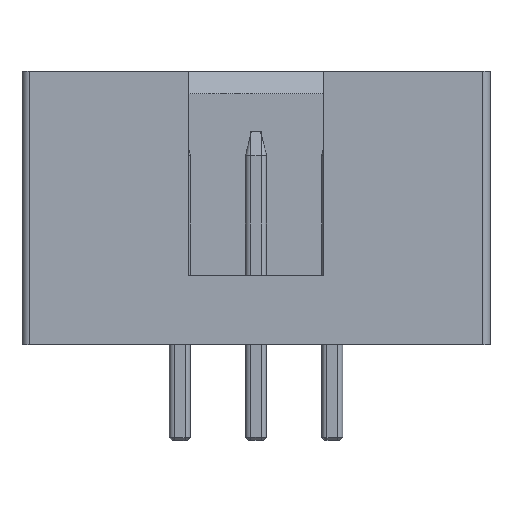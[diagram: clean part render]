
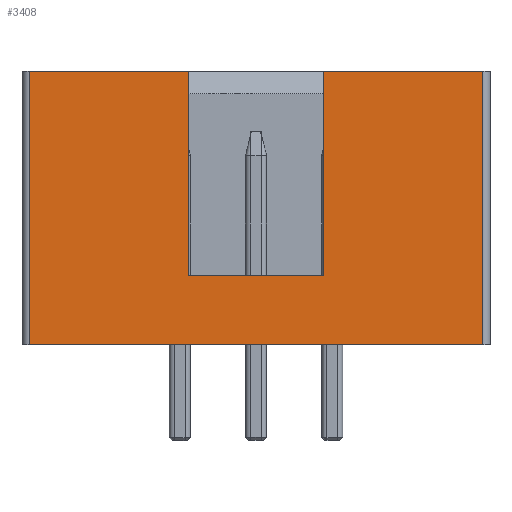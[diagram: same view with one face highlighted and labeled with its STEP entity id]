
A CAD part, front view. The second image highlights one B-rep face of the part: STEP entity #3408.
In plain terms, the highlighted planar face has unit normal (0, -1, 0).
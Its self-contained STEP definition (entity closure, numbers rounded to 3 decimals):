
#69 = PLANE('',#70);
#70 = AXIS2_PLACEMENT_3D('',#71,#72,#73);
#71 = CARTESIAN_POINT('',(0.,0.,0.));
#72 = DIRECTION('',(0.,0.,1.));
#73 = DIRECTION('',(1.,0.,-0.));
#286 = VERTEX_POINT('',#287);
#287 = CARTESIAN_POINT('',(-7.55,-4.35,0.));
#306 = CYLINDRICAL_SURFACE('',#307,0.25);
#307 = AXIS2_PLACEMENT_3D('',#308,#309,#310);
#308 = CARTESIAN_POINT('',(-7.55,-4.1,0.));
#309 = DIRECTION('',(0.,0.,1.));
#310 = DIRECTION('',(0.,-1.,0.));
#318 = EDGE_CURVE('',#286,#319,#321,.T.);
#319 = VERTEX_POINT('',#320);
#320 = CARTESIAN_POINT('',(7.55,-4.35,0.));
#321 = SURFACE_CURVE('',#322,(#326,#333),.PCURVE_S1.);
#322 = LINE('',#323,#324);
#323 = CARTESIAN_POINT('',(-7.8,-4.35,0.));
#324 = VECTOR('',#325,1.);
#325 = DIRECTION('',(1.,0.,0.));
#326 = PCURVE('',#69,#327);
#327 = DEFINITIONAL_REPRESENTATION('',(#328),#332);
#328 = LINE('',#329,#330);
#329 = CARTESIAN_POINT('',(-7.8,-4.35));
#330 = VECTOR('',#331,1.);
#331 = DIRECTION('',(1.,0.));
#332 = ( GEOMETRIC_REPRESENTATION_CONTEXT(2) 
PARAMETRIC_REPRESENTATION_CONTEXT() REPRESENTATION_CONTEXT('2D SPACE',''
  ) );
#333 = PCURVE('',#334,#339);
#334 = PLANE('',#335);
#335 = AXIS2_PLACEMENT_3D('',#336,#337,#338);
#336 = CARTESIAN_POINT('',(-7.8,-4.35,0.));
#337 = DIRECTION('',(0.,1.,0.));
#338 = DIRECTION('',(1.,0.,0.));
#339 = DEFINITIONAL_REPRESENTATION('',(#340),#344);
#340 = LINE('',#341,#342);
#341 = CARTESIAN_POINT('',(0.,0.));
#342 = VECTOR('',#343,1.);
#343 = DIRECTION('',(1.,0.));
#344 = ( GEOMETRIC_REPRESENTATION_CONTEXT(2) 
PARAMETRIC_REPRESENTATION_CONTEXT() REPRESENTATION_CONTEXT('2D SPACE',''
  ) );
#363 = CYLINDRICAL_SURFACE('',#364,0.25);
#364 = AXIS2_PLACEMENT_3D('',#365,#366,#367);
#365 = CARTESIAN_POINT('',(7.55,-4.1,0.));
#366 = DIRECTION('',(0.,0.,1.));
#367 = DIRECTION('',(0.,-1.,0.));
#2067 = PLANE('',#2068);
#2068 = AXIS2_PLACEMENT_3D('',#2069,#2070,#2071);
#2069 = CARTESIAN_POINT('',(0.,0.,9.1));
#2070 = DIRECTION('',(0.,0.,1.));
#2071 = DIRECTION('',(1.,0.,-0.));
#3361 = VERTEX_POINT('',#3362);
#3362 = CARTESIAN_POINT('',(-7.55,-4.35,9.1));
#3388 = EDGE_CURVE('',#286,#3361,#3389,.T.);
#3389 = SURFACE_CURVE('',#3390,(#3394,#3401),.PCURVE_S1.);
#3390 = LINE('',#3391,#3392);
#3391 = CARTESIAN_POINT('',(-7.55,-4.35,0.));
#3392 = VECTOR('',#3393,1.);
#3393 = DIRECTION('',(0.,0.,1.));
#3394 = PCURVE('',#306,#3395);
#3395 = DEFINITIONAL_REPRESENTATION('',(#3396),#3400);
#3396 = LINE('',#3397,#3398);
#3397 = CARTESIAN_POINT('',(-0.,0.));
#3398 = VECTOR('',#3399,1.);
#3399 = DIRECTION('',(-0.,1.));
#3400 = ( GEOMETRIC_REPRESENTATION_CONTEXT(2) 
PARAMETRIC_REPRESENTATION_CONTEXT() REPRESENTATION_CONTEXT('2D SPACE',''
  ) );
#3401 = PCURVE('',#334,#3402);
#3402 = DEFINITIONAL_REPRESENTATION('',(#3403),#3407);
#3403 = LINE('',#3404,#3405);
#3404 = CARTESIAN_POINT('',(0.25,0.));
#3405 = VECTOR('',#3406,1.);
#3406 = DIRECTION('',(0.,-1.));
#3407 = ( GEOMETRIC_REPRESENTATION_CONTEXT(2) 
PARAMETRIC_REPRESENTATION_CONTEXT() REPRESENTATION_CONTEXT('2D SPACE',''
  ) );
#3408 = ADVANCED_FACE('',(#3409),#334,.F.);
#3409 = FACE_BOUND('',#3410,.F.);
#3410 = EDGE_LOOP('',(#3411,#3412,#3413,#3436,#3462,#3488,#3514,#3537));
#3411 = ORIENTED_EDGE('',*,*,#318,.F.);
#3412 = ORIENTED_EDGE('',*,*,#3388,.T.);
#3413 = ORIENTED_EDGE('',*,*,#3414,.T.);
#3414 = EDGE_CURVE('',#3361,#3415,#3417,.T.);
#3415 = VERTEX_POINT('',#3416);
#3416 = CARTESIAN_POINT('',(-2.25,-4.35,9.1));
#3417 = SURFACE_CURVE('',#3418,(#3422,#3429),.PCURVE_S1.);
#3418 = LINE('',#3419,#3420);
#3419 = CARTESIAN_POINT('',(-7.8,-4.35,9.1));
#3420 = VECTOR('',#3421,1.);
#3421 = DIRECTION('',(1.,0.,0.));
#3422 = PCURVE('',#334,#3423);
#3423 = DEFINITIONAL_REPRESENTATION('',(#3424),#3428);
#3424 = LINE('',#3425,#3426);
#3425 = CARTESIAN_POINT('',(0.,-9.1));
#3426 = VECTOR('',#3427,1.);
#3427 = DIRECTION('',(1.,0.));
#3428 = ( GEOMETRIC_REPRESENTATION_CONTEXT(2) 
PARAMETRIC_REPRESENTATION_CONTEXT() REPRESENTATION_CONTEXT('2D SPACE',''
  ) );
#3429 = PCURVE('',#2067,#3430);
#3430 = DEFINITIONAL_REPRESENTATION('',(#3431),#3435);
#3431 = LINE('',#3432,#3433);
#3432 = CARTESIAN_POINT('',(-7.8,-4.35));
#3433 = VECTOR('',#3434,1.);
#3434 = DIRECTION('',(1.,0.));
#3435 = ( GEOMETRIC_REPRESENTATION_CONTEXT(2) 
PARAMETRIC_REPRESENTATION_CONTEXT() REPRESENTATION_CONTEXT('2D SPACE',''
  ) );
#3436 = ORIENTED_EDGE('',*,*,#3437,.T.);
#3437 = EDGE_CURVE('',#3415,#3438,#3440,.T.);
#3438 = VERTEX_POINT('',#3439);
#3439 = CARTESIAN_POINT('',(-2.25,-4.35,2.3));
#3440 = SURFACE_CURVE('',#3441,(#3445,#3451),.PCURVE_S1.);
#3441 = LINE('',#3442,#3443);
#3442 = CARTESIAN_POINT('',(-2.25,-4.35,1.15));
#3443 = VECTOR('',#3444,1.);
#3444 = DIRECTION('',(-0.,0.,-1.));
#3445 = PCURVE('',#334,#3446);
#3446 = DEFINITIONAL_REPRESENTATION('',(#3447),#3450);
#3447 = B_SPLINE_CURVE_WITH_KNOTS('',1,(#3448,#3449),.UNSPECIFIED.,.F.,
  .F.,(2,2),(-7.95,-1.15),.PIECEWISE_BEZIER_KNOTS.);
#3448 = CARTESIAN_POINT('',(5.55,-9.1));
#3449 = CARTESIAN_POINT('',(5.55,-2.3));
#3450 = ( GEOMETRIC_REPRESENTATION_CONTEXT(2) 
PARAMETRIC_REPRESENTATION_CONTEXT() REPRESENTATION_CONTEXT('2D SPACE',''
  ) );
#3451 = PCURVE('',#3452,#3457);
#3452 = PLANE('',#3453);
#3453 = AXIS2_PLACEMENT_3D('',#3454,#3455,#3456);
#3454 = CARTESIAN_POINT('',(-2.25,-3.35,2.3));
#3455 = DIRECTION('',(1.,0.,-0.));
#3456 = DIRECTION('',(0.,-1.,0.));
#3457 = DEFINITIONAL_REPRESENTATION('',(#3458),#3461);
#3458 = B_SPLINE_CURVE_WITH_KNOTS('',1,(#3459,#3460),.UNSPECIFIED.,.F.,
  .F.,(2,2),(-7.95,-1.15),.PIECEWISE_BEZIER_KNOTS.);
#3459 = CARTESIAN_POINT('',(1.,-6.8));
#3460 = CARTESIAN_POINT('',(1.,0.));
#3461 = ( GEOMETRIC_REPRESENTATION_CONTEXT(2) 
PARAMETRIC_REPRESENTATION_CONTEXT() REPRESENTATION_CONTEXT('2D SPACE',''
  ) );
#3462 = ORIENTED_EDGE('',*,*,#3463,.T.);
#3463 = EDGE_CURVE('',#3438,#3464,#3466,.T.);
#3464 = VERTEX_POINT('',#3465);
#3465 = CARTESIAN_POINT('',(2.25,-4.35,2.3));
#3466 = SURFACE_CURVE('',#3467,(#3471,#3477),.PCURVE_S1.);
#3467 = LINE('',#3468,#3469);
#3468 = CARTESIAN_POINT('',(-3.9,-4.35,2.3));
#3469 = VECTOR('',#3470,1.);
#3470 = DIRECTION('',(1.,0.,0.));
#3471 = PCURVE('',#334,#3472);
#3472 = DEFINITIONAL_REPRESENTATION('',(#3473),#3476);
#3473 = B_SPLINE_CURVE_WITH_KNOTS('',1,(#3474,#3475),.UNSPECIFIED.,.F.,
  .F.,(2,2),(1.65,6.15),.PIECEWISE_BEZIER_KNOTS.);
#3474 = CARTESIAN_POINT('',(5.55,-2.3));
#3475 = CARTESIAN_POINT('',(10.05,-2.3));
#3476 = ( GEOMETRIC_REPRESENTATION_CONTEXT(2) 
PARAMETRIC_REPRESENTATION_CONTEXT() REPRESENTATION_CONTEXT('2D SPACE',''
  ) );
#3477 = PCURVE('',#3478,#3483);
#3478 = PLANE('',#3479);
#3479 = AXIS2_PLACEMENT_3D('',#3480,#3481,#3482);
#3480 = CARTESIAN_POINT('',(0.,-4.35,2.3));
#3481 = DIRECTION('',(0.,0.,1.));
#3482 = DIRECTION('',(1.,0.,-0.));
#3483 = DEFINITIONAL_REPRESENTATION('',(#3484),#3487);
#3484 = B_SPLINE_CURVE_WITH_KNOTS('',1,(#3485,#3486),.UNSPECIFIED.,.F.,
  .F.,(2,2),(1.65,6.15),.PIECEWISE_BEZIER_KNOTS.);
#3485 = CARTESIAN_POINT('',(-2.25,0.));
#3486 = CARTESIAN_POINT('',(2.25,0.));
#3487 = ( GEOMETRIC_REPRESENTATION_CONTEXT(2) 
PARAMETRIC_REPRESENTATION_CONTEXT() REPRESENTATION_CONTEXT('2D SPACE',''
  ) );
#3488 = ORIENTED_EDGE('',*,*,#3489,.T.);
#3489 = EDGE_CURVE('',#3464,#3490,#3492,.T.);
#3490 = VERTEX_POINT('',#3491);
#3491 = CARTESIAN_POINT('',(2.25,-4.35,9.1));
#3492 = SURFACE_CURVE('',#3493,(#3497,#3503),.PCURVE_S1.);
#3493 = LINE('',#3494,#3495);
#3494 = CARTESIAN_POINT('',(2.25,-4.35,1.15));
#3495 = VECTOR('',#3496,1.);
#3496 = DIRECTION('',(0.,-0.,1.));
#3497 = PCURVE('',#334,#3498);
#3498 = DEFINITIONAL_REPRESENTATION('',(#3499),#3502);
#3499 = B_SPLINE_CURVE_WITH_KNOTS('',1,(#3500,#3501),.UNSPECIFIED.,.F.,
  .F.,(2,2),(1.15,7.95),.PIECEWISE_BEZIER_KNOTS.);
#3500 = CARTESIAN_POINT('',(10.05,-2.3));
#3501 = CARTESIAN_POINT('',(10.05,-9.1));
#3502 = ( GEOMETRIC_REPRESENTATION_CONTEXT(2) 
PARAMETRIC_REPRESENTATION_CONTEXT() REPRESENTATION_CONTEXT('2D SPACE',''
  ) );
#3503 = PCURVE('',#3504,#3509);
#3504 = PLANE('',#3505);
#3505 = AXIS2_PLACEMENT_3D('',#3506,#3507,#3508);
#3506 = CARTESIAN_POINT('',(2.25,-5.35,2.3));
#3507 = DIRECTION('',(-1.,0.,0.));
#3508 = DIRECTION('',(0.,1.,0.));
#3509 = DEFINITIONAL_REPRESENTATION('',(#3510),#3513);
#3510 = B_SPLINE_CURVE_WITH_KNOTS('',1,(#3511,#3512),.UNSPECIFIED.,.F.,
  .F.,(2,2),(1.15,7.95),.PIECEWISE_BEZIER_KNOTS.);
#3511 = CARTESIAN_POINT('',(1.,0.));
#3512 = CARTESIAN_POINT('',(1.,-6.8));
#3513 = ( GEOMETRIC_REPRESENTATION_CONTEXT(2) 
PARAMETRIC_REPRESENTATION_CONTEXT() REPRESENTATION_CONTEXT('2D SPACE',''
  ) );
#3514 = ORIENTED_EDGE('',*,*,#3515,.T.);
#3515 = EDGE_CURVE('',#3490,#3516,#3518,.T.);
#3516 = VERTEX_POINT('',#3517);
#3517 = CARTESIAN_POINT('',(7.55,-4.35,9.1));
#3518 = SURFACE_CURVE('',#3519,(#3523,#3530),.PCURVE_S1.);
#3519 = LINE('',#3520,#3521);
#3520 = CARTESIAN_POINT('',(-7.8,-4.35,9.1));
#3521 = VECTOR('',#3522,1.);
#3522 = DIRECTION('',(1.,0.,0.));
#3523 = PCURVE('',#334,#3524);
#3524 = DEFINITIONAL_REPRESENTATION('',(#3525),#3529);
#3525 = LINE('',#3526,#3527);
#3526 = CARTESIAN_POINT('',(0.,-9.1));
#3527 = VECTOR('',#3528,1.);
#3528 = DIRECTION('',(1.,0.));
#3529 = ( GEOMETRIC_REPRESENTATION_CONTEXT(2) 
PARAMETRIC_REPRESENTATION_CONTEXT() REPRESENTATION_CONTEXT('2D SPACE',''
  ) );
#3530 = PCURVE('',#2067,#3531);
#3531 = DEFINITIONAL_REPRESENTATION('',(#3532),#3536);
#3532 = LINE('',#3533,#3534);
#3533 = CARTESIAN_POINT('',(-7.8,-4.35));
#3534 = VECTOR('',#3535,1.);
#3535 = DIRECTION('',(1.,0.));
#3536 = ( GEOMETRIC_REPRESENTATION_CONTEXT(2) 
PARAMETRIC_REPRESENTATION_CONTEXT() REPRESENTATION_CONTEXT('2D SPACE',''
  ) );
#3537 = ORIENTED_EDGE('',*,*,#3538,.F.);
#3538 = EDGE_CURVE('',#319,#3516,#3539,.T.);
#3539 = SURFACE_CURVE('',#3540,(#3544,#3551),.PCURVE_S1.);
#3540 = LINE('',#3541,#3542);
#3541 = CARTESIAN_POINT('',(7.55,-4.35,0.));
#3542 = VECTOR('',#3543,1.);
#3543 = DIRECTION('',(0.,0.,1.));
#3544 = PCURVE('',#334,#3545);
#3545 = DEFINITIONAL_REPRESENTATION('',(#3546),#3550);
#3546 = LINE('',#3547,#3548);
#3547 = CARTESIAN_POINT('',(15.35,0.));
#3548 = VECTOR('',#3549,1.);
#3549 = DIRECTION('',(0.,-1.));
#3550 = ( GEOMETRIC_REPRESENTATION_CONTEXT(2) 
PARAMETRIC_REPRESENTATION_CONTEXT() REPRESENTATION_CONTEXT('2D SPACE',''
  ) );
#3551 = PCURVE('',#363,#3552);
#3552 = DEFINITIONAL_REPRESENTATION('',(#3553),#3557);
#3553 = LINE('',#3554,#3555);
#3554 = CARTESIAN_POINT('',(0.,0.));
#3555 = VECTOR('',#3556,1.);
#3556 = DIRECTION('',(0.,1.));
#3557 = ( GEOMETRIC_REPRESENTATION_CONTEXT(2) 
PARAMETRIC_REPRESENTATION_CONTEXT() REPRESENTATION_CONTEXT('2D SPACE',''
  ) );
